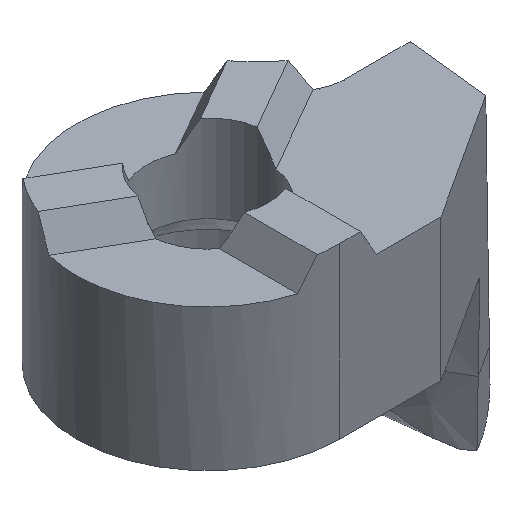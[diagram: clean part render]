
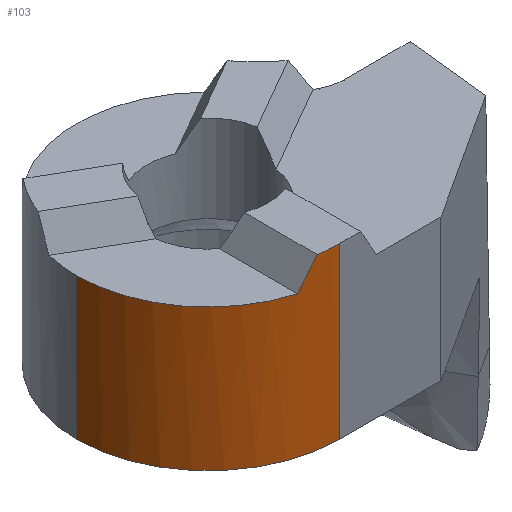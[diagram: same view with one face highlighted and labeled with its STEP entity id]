
A CAD part, isometric view. The second image highlights one B-rep face of the part: STEP entity #103.
In plain terms, the highlighted cylindrical face has radius 4.5 mm (diameter 9 mm), a partial arc.
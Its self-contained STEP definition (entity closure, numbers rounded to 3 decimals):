
#47=CYLINDRICAL_SURFACE('',#875,4.5);
#72=CIRCLE('',#872,4.5);
#73=CIRCLE('',#873,4.5);
#74=CIRCLE('',#874,4.5);
#103=ADVANCED_FACE('',(#173),#47,.T.);
#173=FACE_OUTER_BOUND('',#216,.T.);
#216=EDGE_LOOP('',(#309,#310,#311,#312,#313,#314));
#309=ORIENTED_EDGE('',*,*,#609,.F.);
#310=ORIENTED_EDGE('',*,*,#610,.T.);
#311=ORIENTED_EDGE('',*,*,#611,.T.);
#312=ORIENTED_EDGE('',*,*,#612,.F.);
#313=ORIENTED_EDGE('',*,*,#613,.F.);
#314=ORIENTED_EDGE('',*,*,#614,.F.);
#527=VERTEX_POINT('',#1308);
#528=VERTEX_POINT('',#1309);
#529=VERTEX_POINT('',#1311);
#530=VERTEX_POINT('',#1313);
#531=VERTEX_POINT('',#1315);
#532=VERTEX_POINT('',#1317);
#609=EDGE_CURVE('',#527,#528,#72,.T.);
#610=EDGE_CURVE('',#527,#529,#705,.T.);
#611=EDGE_CURVE('',#529,#530,#73,.T.);
#612=EDGE_CURVE('',#531,#530,#706,.T.);
#613=EDGE_CURVE('',#532,#531,#74,.T.);
#614=EDGE_CURVE('',#528,#532,#807,.T.);
#705=LINE('',#1310,#760);
#706=LINE('',#1314,#761);
#760=VECTOR('',#996,1.);
#761=VECTOR('',#999,1.);
#807=(
BOUNDED_CURVE()
B_SPLINE_CURVE(3,(#1318,#1319,#1320,#1321),.UNSPECIFIED.,.F.,.F.)
B_SPLINE_CURVE_WITH_KNOTS((4,4),(0.,1.),.UNSPECIFIED.)
CURVE()
GEOMETRIC_REPRESENTATION_ITEM()
RATIONAL_B_SPLINE_CURVE((1.,0.999,0.999,1.))
REPRESENTATION_ITEM('')
);
#872=AXIS2_PLACEMENT_3D('',#1307,#994,#995);
#873=AXIS2_PLACEMENT_3D('',#1312,#997,#998);
#874=AXIS2_PLACEMENT_3D('',#1316,#1000,#1001);
#875=AXIS2_PLACEMENT_3D('',#1322,#1002,#1003);
#994=DIRECTION('',(0.,0.,1.));
#995=DIRECTION('',(1.,0.,0.));
#996=DIRECTION('',(0.,0.,-1.));
#997=DIRECTION('',(0.,0.,1.));
#998=DIRECTION('',(1.,0.,0.));
#999=DIRECTION('',(0.,0.,-1.));
#1000=DIRECTION('',(0.,0.,1.));
#1001=DIRECTION('',(1.,0.,0.));
#1002=DIRECTION('',(0.,0.,-1.));
#1003=DIRECTION('',(1.,0.,0.));
#1307=CARTESIAN_POINT('',(0.,0.,-0.1));
#1308=CARTESIAN_POINT('',(-4.5,0.,-0.1));
#1309=CARTESIAN_POINT('',(-1.259,-4.32,-0.1));
#1310=CARTESIAN_POINT('',(-4.5,0.,0.85));
#1311=CARTESIAN_POINT('',(-4.5,0.,-4.95));
#1312=CARTESIAN_POINT('',(0.,0.,-4.95));
#1313=CARTESIAN_POINT('',(0.,-4.5,-4.95));
#1314=CARTESIAN_POINT('',(0.,-4.5,0.85));
#1315=CARTESIAN_POINT('',(0.,-4.5,0.85));
#1316=CARTESIAN_POINT('',(0.,0.,0.85));
#1317=CARTESIAN_POINT('',(-0.71,-4.444,0.85));
#1318=CARTESIAN_POINT('',(-1.259,-4.32,-0.1));
#1319=CARTESIAN_POINT('',(-1.079,-4.373,0.212));
#1320=CARTESIAN_POINT('',(-0.895,-4.414,0.529));
#1321=CARTESIAN_POINT('',(-0.71,-4.444,0.85));
#1322=CARTESIAN_POINT('',(0.,0.,0.85));
